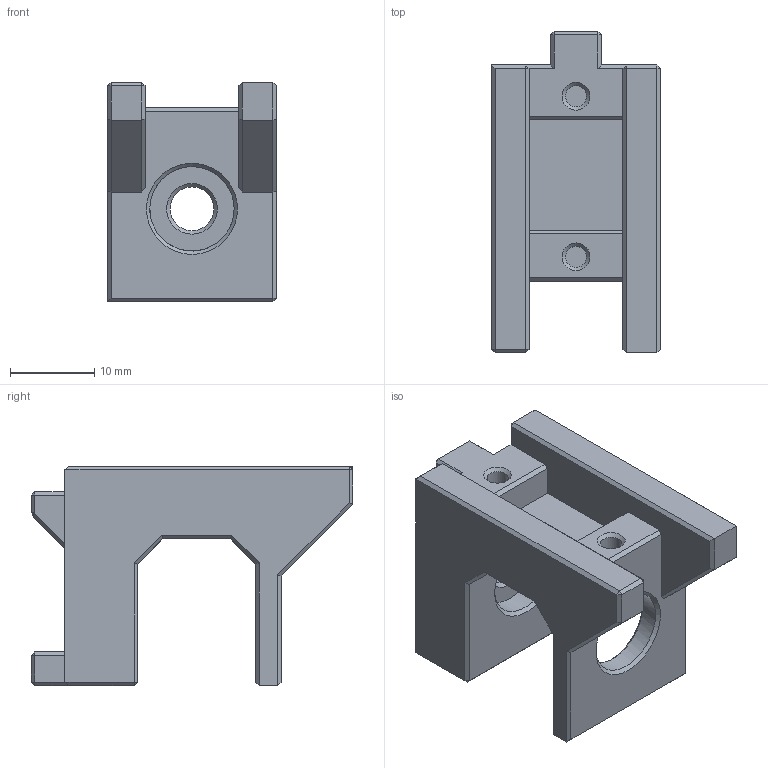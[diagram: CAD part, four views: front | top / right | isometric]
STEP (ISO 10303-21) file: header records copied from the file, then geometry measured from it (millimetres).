
FILE_DESCRIPTION(/* description */ (''),/* implementation_level */ '2;1');
FILE_NAME(/* name */ 'Z轴限位.stp',/* time_stamp */ '2024-09-10T22:48:43+08:00',/* author */ (''),/* organization */ (''),/* preprocessor_version */ 'ST-DEVELOPER v15.2',/* originating_system */ 'Autodesk Translator Framework v2.0.0.5431',/* authorisation */ '');
FILE_SCHEMA (('AUTOMOTIVE_DESIGN { 1 0 10303 214 3 1 1 }'));
Length unit declared in the file: centimetre
Products named in the file (1): Z轴限位
Bounding box: 20 x 38.12 x 26 mm (x, y, z)
Volume: 7346 mm3; surface area: 4418.2 mm2
Topology: 1 solids, 1 shells, 125 faces, 286 edges, 164 vertices
Faces by surface type: plane 112, cone 6, cylinder 5, bspline 2
Full cylindrical faces by diameter (mm): 2.5 x2, 5.2 x1, 10 x2
Entity records: 3400 total; most frequent: CARTESIAN_POINT 685, ORIENTED_EDGE 550, DIRECTION 523, EDGE_CURVE 275, LINE 243, VECTOR 243, VERTEX_POINT 162, AXIS2_PLACEMENT_3D 140
